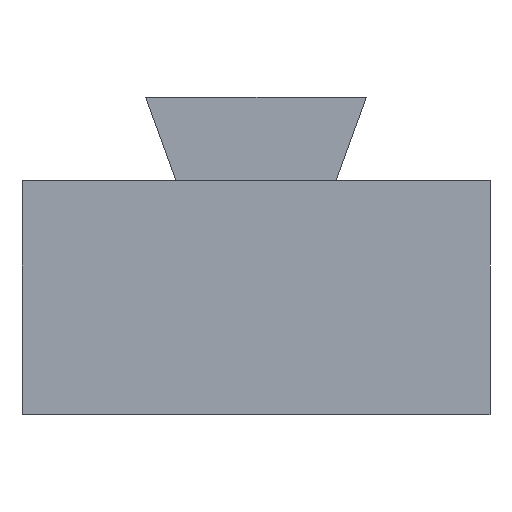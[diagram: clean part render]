
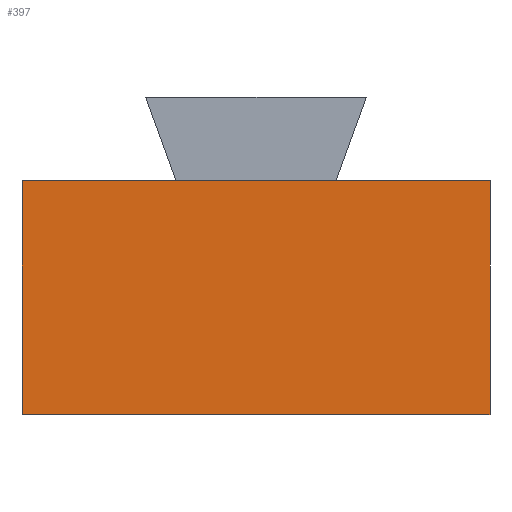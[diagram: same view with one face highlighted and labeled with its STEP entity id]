
A CAD part, left-side view. The second image highlights one B-rep face of the part: STEP entity #397.
In plain terms, the highlighted planar face has unit normal (-1, 0, 0).
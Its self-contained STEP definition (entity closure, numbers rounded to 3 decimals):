
#4 = DIRECTION ( 'NONE',  ( 1., 0., 0. ) ) ;
#6 = VECTOR ( 'NONE', #282, 1000. ) ;
#22 = CARTESIAN_POINT ( 'NONE',  ( -35., 5., 5. ) ) ;
#63 = ORIENTED_EDGE ( 'NONE', *, *, #451, .T. ) ;
#85 = DIRECTION ( 'NONE',  ( 0., -1., 0. ) ) ;
#89 = VECTOR ( 'NONE', #488, 1000. ) ;
#102 = FACE_OUTER_BOUND ( 'NONE', #510, .T. ) ;
#126 = LINE ( 'NONE', #399, #89 ) ;
#134 = CARTESIAN_POINT ( 'NONE',  ( -35., -5., 0. ) ) ;
#156 = LINE ( 'NONE', #22, #326 ) ;
#160 = EDGE_CURVE ( 'NONE', #314, #348, #156, .T. ) ;
#186 = CARTESIAN_POINT ( 'NONE',  ( -35., 5., 5. ) ) ;
#219 = CARTESIAN_POINT ( 'NONE',  ( -35., 5., 0. ) ) ;
#239 = LINE ( 'NONE', #548, #6 ) ;
#241 = AXIS2_PLACEMENT_3D ( 'NONE', #186, #4, #407 ) ;
#254 = DIRECTION ( 'NONE',  ( 0., 0., -1. ) ) ;
#282 = DIRECTION ( 'NONE',  ( 0., -1., 0. ) ) ;
#309 = LINE ( 'NONE', #537, #581 ) ;
#312 = EDGE_CURVE ( 'NONE', #314, #364, #309, .T. ) ;
#314 = VERTEX_POINT ( 'NONE', #534 ) ;
#321 = EDGE_CURVE ( 'NONE', #364, #344, #126, .T. ) ;
#326 = VECTOR ( 'NONE', #254, 1000. ) ;
#344 = VERTEX_POINT ( 'NONE', #134 ) ;
#348 = VERTEX_POINT ( 'NONE', #219 ) ;
#364 = VERTEX_POINT ( 'NONE', #454 ) ;
#375 = PLANE ( 'NONE',  #241 ) ;
#397 = ADVANCED_FACE ( 'NONE', ( #102 ), #375, .F. ) ;
#399 = CARTESIAN_POINT ( 'NONE',  ( -35., -5., 5. ) ) ;
#407 = DIRECTION ( 'NONE',  ( 0., 0., -1. ) ) ;
#427 = ORIENTED_EDGE ( 'NONE', *, *, #160, .T. ) ;
#437 = ORIENTED_EDGE ( 'NONE', *, *, #312, .F. ) ;
#451 = EDGE_CURVE ( 'NONE', #348, #344, #239, .T. ) ;
#454 = CARTESIAN_POINT ( 'NONE',  ( -35., -5., 5. ) ) ;
#488 = DIRECTION ( 'NONE',  ( 0., 0., -1. ) ) ;
#510 = EDGE_LOOP ( 'NONE', ( #63, #529, #437, #427 ) ) ;
#529 = ORIENTED_EDGE ( 'NONE', *, *, #321, .F. ) ;
#534 = CARTESIAN_POINT ( 'NONE',  ( -35., 5., 5. ) ) ;
#537 = CARTESIAN_POINT ( 'NONE',  ( -35., 5., 5. ) ) ;
#548 = CARTESIAN_POINT ( 'NONE',  ( -35., 5., 0. ) ) ;
#581 = VECTOR ( 'NONE', #85, 1000. ) ;
